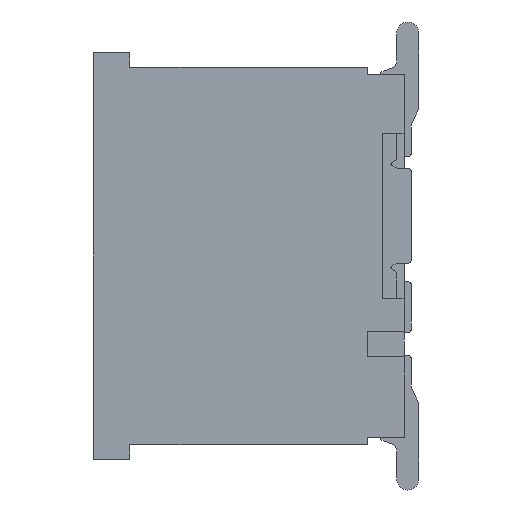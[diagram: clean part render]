
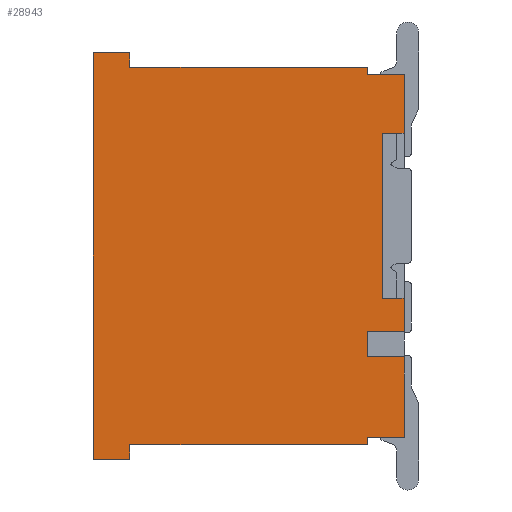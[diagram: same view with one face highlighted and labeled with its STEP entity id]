
A CAD part, left-side view. The second image highlights one B-rep face of the part: STEP entity #28943.
In plain terms, the highlighted planar face has unit normal (-1, 0, 0).
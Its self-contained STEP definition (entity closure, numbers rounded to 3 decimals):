
#461=DIRECTION('',(0.,0.,1.));
#462=VECTOR('',#461,0.1);
#463=CARTESIAN_POINT('',(-8.65,0.5,-2.58));
#464=LINE('',#463,#462);
#465=DIRECTION('',(0.,0.,-1.));
#466=VECTOR('',#465,5.56);
#467=CARTESIAN_POINT('',(-8.65,4.25,2.78));
#468=LINE('',#467,#466);
#469=DIRECTION('',(0.,1.,0.));
#470=VECTOR('',#469,3.25);
#471=CARTESIAN_POINT('',(-8.65,0.5,2.58));
#472=LINE('',#471,#470);
#473=DIRECTION('',(0.,0.,1.));
#474=VECTOR('',#473,0.1);
#475=CARTESIAN_POINT('',(-8.65,0.5,2.48));
#476=LINE('',#475,#474);
#477=DIRECTION('',(0.,1.,0.));
#478=VECTOR('',#477,0.5);
#479=CARTESIAN_POINT('',(-8.65,0.,2.48));
#480=LINE('',#479,#478);
#481=DIRECTION('',(0.,0.,1.));
#482=VECTOR('',#481,0.8);
#483=CARTESIAN_POINT('',(-8.65,0.,1.68));
#484=LINE('',#483,#482);
#485=DIRECTION('',(0.,0.,1.));
#486=VECTOR('',#485,0.45);
#487=CARTESIAN_POINT('',(-8.65,0.,-1.03));
#488=LINE('',#487,#486);
#489=DIRECTION('',(0.,0.,1.));
#490=VECTOR('',#489,0.35);
#491=CARTESIAN_POINT('',(-8.65,0.5,-1.38));
#492=LINE('',#491,#490);
#493=DIRECTION('',(0.,0.,1.));
#494=VECTOR('',#493,1.1);
#495=CARTESIAN_POINT('',(-8.65,0.,-2.48));
#496=LINE('',#495,#494);
#497=DIRECTION('',(0.,-1.,0.));
#498=VECTOR('',#497,0.5);
#499=CARTESIAN_POINT('',(-8.65,0.5,-2.48));
#500=LINE('',#499,#498);
#2615=DIRECTION('',(0.,0.,-1.));
#2616=VECTOR('',#2615,2.26);
#2617=CARTESIAN_POINT('',(-8.65,0.3,1.68));
#2618=LINE('',#2617,#2616);
#2878=DIRECTION('',(0.,-1.,0.));
#2879=VECTOR('',#2878,0.3);
#2880=CARTESIAN_POINT('',(-8.65,0.3,1.68));
#2881=LINE('',#2880,#2879);
#2990=DIRECTION('',(0.,1.,0.));
#2991=VECTOR('',#2990,0.3);
#2992=CARTESIAN_POINT('',(-8.65,0.,-0.58));
#2993=LINE('',#2992,#2991);
#11899=DIRECTION('',(0.,-1.,0.));
#11900=VECTOR('',#11899,0.5);
#11901=CARTESIAN_POINT('',(-8.65,0.5,-1.03));
#11902=LINE('',#11901,#11900);
#14457=DIRECTION('',(0.,1.,0.));
#14458=VECTOR('',#14457,0.5);
#14459=CARTESIAN_POINT('',(-8.65,0.,-1.38));
#14460=LINE('',#14459,#14458);
#21038=DIRECTION('',(0.,0.,1.));
#21039=VECTOR('',#21038,0.2);
#21040=CARTESIAN_POINT('',(-8.65,3.75,2.58));
#21041=LINE('',#21040,#21039);
#21050=DIRECTION('',(0.,-1.,0.));
#21051=VECTOR('',#21050,0.5);
#21052=CARTESIAN_POINT('',(-8.65,4.25,2.78));
#21053=LINE('',#21052,#21051);
#21074=DIRECTION('',(0.,1.,0.));
#21075=VECTOR('',#21074,0.5);
#21076=CARTESIAN_POINT('',(-8.65,3.75,-2.78));
#21077=LINE('',#21076,#21075);
#21090=DIRECTION('',(0.,0.,1.));
#21091=VECTOR('',#21090,0.2);
#21092=CARTESIAN_POINT('',(-8.65,3.75,-2.78));
#21093=LINE('',#21092,#21091);
#21102=DIRECTION('',(0.,1.,0.));
#21103=VECTOR('',#21102,3.25);
#21104=CARTESIAN_POINT('',(-8.65,0.5,-2.58));
#21105=LINE('',#21104,#21103);
#24782=CARTESIAN_POINT('',(-8.65,0.,2.48));
#24783=VERTEX_POINT('',#24782);
#24784=CARTESIAN_POINT('',(-8.65,0.,1.68));
#24785=VERTEX_POINT('',#24784);
#24806=CARTESIAN_POINT('',(-8.65,0.,-0.58));
#24807=VERTEX_POINT('',#24806);
#24808=CARTESIAN_POINT('',(-8.65,0.,-1.03));
#24809=VERTEX_POINT('',#24808);
#25110=CARTESIAN_POINT('',(-8.65,0.,-1.38));
#25111=VERTEX_POINT('',#25110);
#25112=CARTESIAN_POINT('',(-8.65,0.,-2.48));
#25113=VERTEX_POINT('',#25112);
#25118=CARTESIAN_POINT('',(-8.65,0.5,-2.48));
#25119=VERTEX_POINT('',#25118);
#25798=CARTESIAN_POINT('',(-8.65,4.25,2.78));
#25799=VERTEX_POINT('',#25798);
#25800=CARTESIAN_POINT('',(-8.65,4.25,-2.78));
#25801=VERTEX_POINT('',#25800);
#25847=CARTESIAN_POINT('',(-8.65,0.5,2.58));
#25849=VERTEX_POINT('',#25847);
#25850=CARTESIAN_POINT('',(-8.65,3.75,2.58));
#25851=VERTEX_POINT('',#25850);
#25868=CARTESIAN_POINT('',(-8.65,0.5,-2.58));
#25869=VERTEX_POINT('',#25868);
#25874=CARTESIAN_POINT('',(-8.65,0.5,-1.38));
#25875=CARTESIAN_POINT('',(-8.65,0.5,-1.03));
#25876=VERTEX_POINT('',#25874);
#25877=VERTEX_POINT('',#25875);
#25878=CARTESIAN_POINT('',(-8.65,0.5,2.48));
#25880=VERTEX_POINT('',#25878);
#25942=CARTESIAN_POINT('',(-8.65,3.75,-2.58));
#25943=VERTEX_POINT('',#25942);
#25944=CARTESIAN_POINT('',(-8.65,3.75,-2.78));
#25945=VERTEX_POINT('',#25944);
#25946=CARTESIAN_POINT('',(-8.65,3.75,2.78));
#25947=VERTEX_POINT('',#25946);
#25948=CARTESIAN_POINT('',(-8.65,0.3,1.68));
#25949=VERTEX_POINT('',#25948);
#25950=CARTESIAN_POINT('',(-8.65,0.3,-0.58));
#25951=VERTEX_POINT('',#25950);
#28898=CARTESIAN_POINT('',(-8.65,2.125,0.));
#28899=DIRECTION('',(1.,0.,0.));
#28900=DIRECTION('',(0.,0.,1.));
#28901=AXIS2_PLACEMENT_3D('',#28898,#28899,#28900);
#28902=PLANE('',#28901);
#28904=ORIENTED_EDGE('',*,*,#28903,.F.);
#28906=ORIENTED_EDGE('',*,*,#28905,.T.);
#28908=ORIENTED_EDGE('',*,*,#28907,.F.);
#28910=ORIENTED_EDGE('',*,*,#28909,.T.);
#28912=ORIENTED_EDGE('',*,*,#28911,.F.);
#28914=ORIENTED_EDGE('',*,*,#28913,.T.);
#28916=ORIENTED_EDGE('',*,*,#28915,.F.);
#28918=ORIENTED_EDGE('',*,*,#28917,.F.);
#28920=ORIENTED_EDGE('',*,*,#28919,.F.);
#28922=ORIENTED_EDGE('',*,*,#28921,.F.);
#28924=ORIENTED_EDGE('',*,*,#28923,.F.);
#28926=ORIENTED_EDGE('',*,*,#28925,.F.);
#28928=ORIENTED_EDGE('',*,*,#28927,.T.);
#28930=ORIENTED_EDGE('',*,*,#28929,.F.);
#28932=ORIENTED_EDGE('',*,*,#28931,.F.);
#28934=ORIENTED_EDGE('',*,*,#28933,.F.);
#28936=ORIENTED_EDGE('',*,*,#28935,.F.);
#28938=ORIENTED_EDGE('',*,*,#28937,.F.);
#28939=ORIENTED_EDGE('',*,*,#28891,.F.);
#28940=ORIENTED_EDGE('',*,*,#28786,.F.);
#28941=EDGE_LOOP('',(#28904,#28906,#28908,#28910,#28912,#28914,#28916,#28918,
#28920,#28922,#28924,#28926,#28928,#28930,#28932,#28934,#28936,#28938,#28939,
#28940));
#28942=FACE_OUTER_BOUND('',#28941,.F.);
#28786=EDGE_CURVE('',#25119,#25113,#500,.T.);
#28891=EDGE_CURVE('',#25113,#25111,#496,.T.);
#28903=EDGE_CURVE('',#25869,#25119,#464,.T.);
#28905=EDGE_CURVE('',#25869,#25943,#21105,.T.);
#28907=EDGE_CURVE('',#25945,#25943,#21093,.T.);
#28909=EDGE_CURVE('',#25945,#25801,#21077,.T.);
#28911=EDGE_CURVE('',#25799,#25801,#468,.T.);
#28913=EDGE_CURVE('',#25799,#25947,#21053,.T.);
#28915=EDGE_CURVE('',#25851,#25947,#21041,.T.);
#28917=EDGE_CURVE('',#25849,#25851,#472,.T.);
#28919=EDGE_CURVE('',#25880,#25849,#476,.T.);
#28921=EDGE_CURVE('',#24783,#25880,#480,.T.);
#28923=EDGE_CURVE('',#24785,#24783,#484,.T.);
#28925=EDGE_CURVE('',#25949,#24785,#2881,.T.);
#28927=EDGE_CURVE('',#25949,#25951,#2618,.T.);
#28929=EDGE_CURVE('',#24807,#25951,#2993,.T.);
#28931=EDGE_CURVE('',#24809,#24807,#488,.T.);
#28933=EDGE_CURVE('',#25877,#24809,#11902,.T.);
#28935=EDGE_CURVE('',#25876,#25877,#492,.T.);
#28937=EDGE_CURVE('',#25111,#25876,#14460,.T.);
#28943=ADVANCED_FACE('',(#28942),#28902,.F.);
